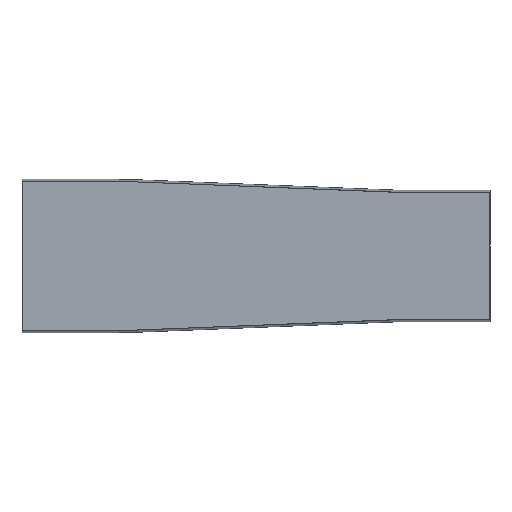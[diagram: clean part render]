
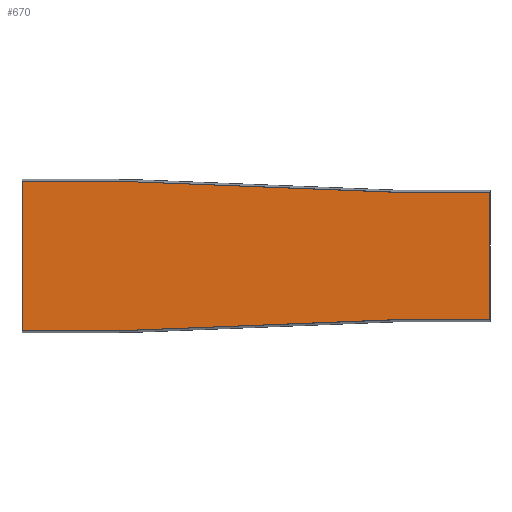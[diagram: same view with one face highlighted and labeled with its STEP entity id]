
A CAD part, top view. The second image highlights one B-rep face of the part: STEP entity #670.
In plain terms, the highlighted planar face has unit normal (0, 0, 1).
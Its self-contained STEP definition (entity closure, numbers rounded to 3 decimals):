
#6 = VECTOR ( 'NONE', #2486, 1000. ) ;
#10 = DIRECTION ( 'NONE',  ( 1., 0.005, 0. ) ) ;
#48 = CARTESIAN_POINT ( 'NONE',  ( 197.973, -310.101, 356.289 ) ) ;
#70 = EDGE_CURVE ( 'NONE', #1839, #101, #884, .T. ) ;
#91 = EDGE_CURVE ( 'NONE', #2672, #2786, #1975, .T. ) ;
#99 = CARTESIAN_POINT ( 'NONE',  ( 1349.549, -264.509, 356.289 ) ) ;
#100 = CARTESIAN_POINT ( 'NONE',  ( 179.118, -310.101, 356.289 ) ) ;
#101 = VERTEX_POINT ( 'NONE', #2455 ) ;
#184 = VERTEX_POINT ( 'NONE', #1807 ) ;
#240 = CARTESIAN_POINT ( 'NONE',  ( 3062.92, 272.501, 356.289 ) ) ;
#253 = CARTESIAN_POINT ( 'NONE',  ( 197.973, 310.101, 356.289 ) ) ;
#291 = CARTESIAN_POINT ( 'NONE',  ( 12.568, 317.442, 356.289 ) ) ;
#312 = ORIENTED_EDGE ( 'NONE', *, *, #1317, .T. ) ;
#381 = VECTOR ( 'NONE', #1084, 1000. ) ;
#444 = CARTESIAN_POINT ( 'NONE',  ( 3062.92, -272.501, 356.289 ) ) ;
#456 = PLANE ( 'NONE',  #2814 ) ;
#529 = LINE ( 'NONE', #1751, #2755 ) ;
#551 = ORIENTED_EDGE ( 'NONE', *, *, #70, .T. ) ;
#629 = EDGE_CURVE ( 'NONE', #1734, #1147, #2835, .T. ) ;
#670 = ADVANCED_FACE ( 'NONE', ( #1647 ), #456, .F. ) ;
#688 = DIRECTION ( 'NONE',  ( 0., 1., 0. ) ) ;
#695 = EDGE_CURVE ( 'NONE', #1296, #1734, #2026, .T. ) ;
#719 = VERTEX_POINT ( 'NONE', #1578 ) ;
#729 = CARTESIAN_POINT ( 'NONE',  ( 1349.549, 263.98, 356.289 ) ) ;
#734 = CARTESIAN_POINT ( 'NONE',  ( 1349.549, 264.509, 356.289 ) ) ;
#756 = CARTESIAN_POINT ( 'NONE',  ( 1349.549, 264.156, 356.289 ) ) ;
#768 = LINE ( 'NONE', #1826, #974 ) ;
#818 = VECTOR ( 'NONE', #2232, 1000. ) ;
#834 = VECTOR ( 'NONE', #1526, 1000. ) ;
#884 = LINE ( 'NONE', #1548, #381 ) ;
#892 = CARTESIAN_POINT ( 'NONE',  ( 1724.549, 265.845, 356.289 ) ) ;
#974 = VECTOR ( 'NONE', #2515, 1000. ) ;
#1084 = DIRECTION ( 'NONE',  ( -1., 0., 0. ) ) ;
#1111 = CARTESIAN_POINT ( 'NONE',  ( 0., 0., 356.289 ) ) ;
#1115 = ORIENTED_EDGE ( 'NONE', *, *, #1280, .T. ) ;
#1130 = EDGE_CURVE ( 'NONE', #2233, #184, #1373, .T. ) ;
#1147 = VERTEX_POINT ( 'NONE', #892 ) ;
#1215 = ORIENTED_EDGE ( 'NONE', *, *, #1130, .T. ) ;
#1252 = B_SPLINE_CURVE_WITH_KNOTS ( 'NONE', 3,
 ( #99, #2729, #2494, #2305 ),
 .UNSPECIFIED., .F., .F.,
 ( 4, 4 ),
 ( 0.989, 1. ),
 .UNSPECIFIED. ) ;
#1257 = CARTESIAN_POINT ( 'NONE',  ( 1349.549, -263.98, 356.289 ) ) ;
#1280 = EDGE_CURVE ( 'NONE', #1296, #1839, #2487, .T. ) ;
#1296 = VERTEX_POINT ( 'NONE', #734 ) ;
#1309 = VECTOR ( 'NONE', #10, 1000. ) ;
#1317 = EDGE_CURVE ( 'NONE', #2672, #2233, #1252, .T. ) ;
#1322 = ORIENTED_EDGE ( 'NONE', *, *, #629, .F. ) ;
#1373 = LINE ( 'NONE', #444, #834 ) ;
#1388 = CARTESIAN_POINT ( 'NONE',  ( 1349.549, 263.98, 356.289 ) ) ;
#1422 = ORIENTED_EDGE ( 'NONE', *, *, #91, .F. ) ;
#1431 = EDGE_LOOP ( 'NONE', ( #2769, #1710, #1422, #312, #1215, #1590, #1322, #2193, #1115, #551 ) ) ;
#1526 = DIRECTION ( 'NONE',  ( 1., -0.005, 0. ) ) ;
#1548 = CARTESIAN_POINT ( 'NONE',  ( 179.118, 310.101, 356.289 ) ) ;
#1578 = CARTESIAN_POINT ( 'NONE',  ( -220.451, -310.101, 356.289 ) ) ;
#1590 = ORIENTED_EDGE ( 'NONE', *, *, #2794, .T. ) ;
#1606 = LINE ( 'NONE', #100, #6 ) ;
#1647 = FACE_OUTER_BOUND ( 'NONE', #1431, .T. ) ;
#1710 = ORIENTED_EDGE ( 'NONE', *, *, #2033, .F. ) ;
#1734 = VERTEX_POINT ( 'NONE', #1388 ) ;
#1751 = CARTESIAN_POINT ( 'NONE',  ( -220.451, 0., 356.289 ) ) ;
#1807 = CARTESIAN_POINT ( 'NONE',  ( 1724.549, -265.845, 356.289 ) ) ;
#1812 = DIRECTION ( 'NONE',  ( -0.999, 0.04, 0. ) ) ;
#1826 = CARTESIAN_POINT ( 'NONE',  ( 1724.549, 0., 356.289 ) ) ;
#1839 = VERTEX_POINT ( 'NONE', #253 ) ;
#1851 = CARTESIAN_POINT ( 'NONE',  ( 1349.549, -264.509, 356.289 ) ) ;
#1869 = EDGE_CURVE ( 'NONE', #719, #101, #529, .T. ) ;
#1898 = VECTOR ( 'NONE', #1812, 1000. ) ;
#1975 = LINE ( 'NONE', #2828, #818 ) ;
#2026 = B_SPLINE_CURVE_WITH_KNOTS ( 'NONE', 3,
 ( #2508, #2736, #756, #729 ),
 .UNSPECIFIED., .F., .F.,
 ( 4, 4 ),
 ( 0.989, 1. ),
 .UNSPECIFIED. ) ;
#2031 = DIRECTION ( 'NONE',  ( -1., 0., 0. ) ) ;
#2033 = EDGE_CURVE ( 'NONE', #2786, #719, #1606, .T. ) ;
#2193 = ORIENTED_EDGE ( 'NONE', *, *, #695, .F. ) ;
#2232 = DIRECTION ( 'NONE',  ( -0.999, -0.04, 0. ) ) ;
#2233 = VERTEX_POINT ( 'NONE', #1257 ) ;
#2305 = CARTESIAN_POINT ( 'NONE',  ( 1349.549, -263.98, 356.289 ) ) ;
#2455 = CARTESIAN_POINT ( 'NONE',  ( -220.451, 310.101, 356.289 ) ) ;
#2486 = DIRECTION ( 'NONE',  ( -1., 0., 0. ) ) ;
#2487 = LINE ( 'NONE', #291, #1898 ) ;
#2494 = CARTESIAN_POINT ( 'NONE',  ( 1349.549, -264.156, 356.289 ) ) ;
#2508 = CARTESIAN_POINT ( 'NONE',  ( 1349.549, 264.509, 356.289 ) ) ;
#2515 = DIRECTION ( 'NONE',  ( 0., 1., 0. ) ) ;
#2651 = DIRECTION ( 'NONE',  ( 0., 0., -1. ) ) ;
#2672 = VERTEX_POINT ( 'NONE', #1851 ) ;
#2729 = CARTESIAN_POINT ( 'NONE',  ( 1349.549, -264.332, 356.289 ) ) ;
#2736 = CARTESIAN_POINT ( 'NONE',  ( 1349.549, 264.332, 356.289 ) ) ;
#2755 = VECTOR ( 'NONE', #688, 1000. ) ;
#2769 = ORIENTED_EDGE ( 'NONE', *, *, #1869, .F. ) ;
#2786 = VERTEX_POINT ( 'NONE', #48 ) ;
#2794 = EDGE_CURVE ( 'NONE', #184, #1147, #768, .T. ) ;
#2814 = AXIS2_PLACEMENT_3D ( 'NONE', #1111, #2651, #2031 ) ;
#2828 = CARTESIAN_POINT ( 'NONE',  ( 12.568, -317.442, 356.289 ) ) ;
#2835 = LINE ( 'NONE', #240, #1309 ) ;
